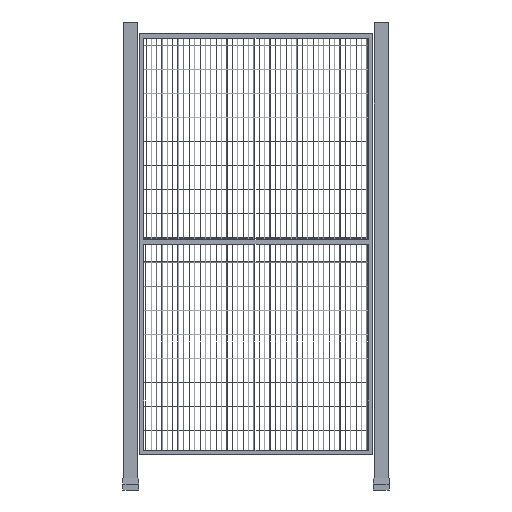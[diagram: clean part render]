
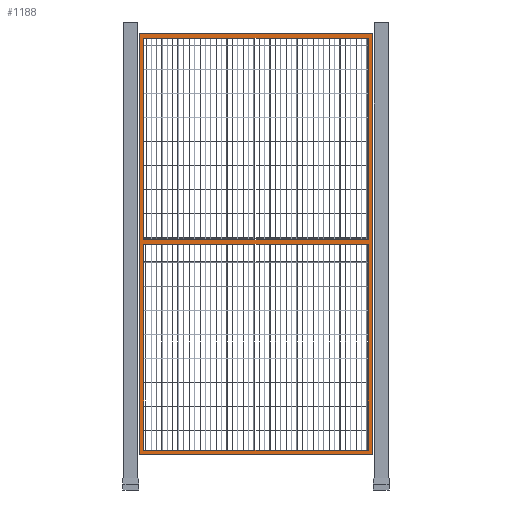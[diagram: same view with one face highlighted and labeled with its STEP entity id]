
A CAD part, front view. The second image highlights one B-rep face of the part: STEP entity #1188.
In plain terms, the highlighted planar face has unit normal (0, -1, 0).
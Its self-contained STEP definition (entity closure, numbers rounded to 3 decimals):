
#58=LINE('',#4139,#152);
#62=LINE('',#4148,#156);
#68=LINE('',#4171,#162);
#71=LINE('',#4179,#165);
#73=LINE('',#4186,#167);
#76=LINE('',#4192,#170);
#80=LINE('',#4200,#174);
#84=LINE('',#4208,#178);
#87=LINE('',#4214,#181);
#89=LINE('',#4217,#183);
#90=LINE('',#4219,#184);
#91=LINE('',#4220,#185);
#152=VECTOR('',#3412,1.);
#156=VECTOR('',#3418,1.);
#162=VECTOR('',#3438,1.);
#165=VECTOR('',#3445,1.);
#167=VECTOR('',#3451,1.);
#170=VECTOR('',#3456,1.);
#174=VECTOR('',#3462,1.);
#178=VECTOR('',#3468,1.);
#181=VECTOR('',#3473,1.);
#183=VECTOR('',#3477,1.);
#184=VECTOR('',#3480,1.);
#185=VECTOR('',#3481,1.);
#857=PLANE('',#2956);
#1188=ADVANCED_FACE('',(#1446,#1447,#1448),#857,.T.);
#1446=FACE_BOUND('',#1645,.T.);
#1447=FACE_BOUND('',#1646,.T.);
#1448=FACE_BOUND('',#1647,.T.);
#1645=EDGE_LOOP('',(#1969,#1970,#1971,#1972));
#1646=EDGE_LOOP('',(#1973,#1974,#1975,#1976));
#1647=EDGE_LOOP('',(#1977,#1978,#1979,#1980));
#1969=ORIENTED_EDGE('',*,*,#2549,.F.);
#1970=ORIENTED_EDGE('',*,*,#2511,.F.);
#1971=ORIENTED_EDGE('',*,*,#2525,.F.);
#1972=ORIENTED_EDGE('',*,*,#2535,.F.);
#1973=ORIENTED_EDGE('',*,*,#2539,.T.);
#1974=ORIENTED_EDGE('',*,*,#2543,.T.);
#1975=ORIENTED_EDGE('',*,*,#2546,.T.);
#1976=ORIENTED_EDGE('',*,*,#2548,.T.);
#1977=ORIENTED_EDGE('',*,*,#2532,.F.);
#1978=ORIENTED_EDGE('',*,*,#2550,.F.);
#1979=ORIENTED_EDGE('',*,*,#2515,.F.);
#1980=ORIENTED_EDGE('',*,*,#2529,.F.);
#2321=VERTEX_POINT('',#4140);
#2322=VERTEX_POINT('',#4141);
#2325=VERTEX_POINT('',#4149);
#2326=VERTEX_POINT('',#4150);
#2334=VERTEX_POINT('',#4170);
#2337=VERTEX_POINT('',#4178);
#2339=VERTEX_POINT('',#4184);
#2341=VERTEX_POINT('',#4190);
#2345=VERTEX_POINT('',#4199);
#2346=VERTEX_POINT('',#4201);
#2348=VERTEX_POINT('',#4207);
#2350=VERTEX_POINT('',#4213);
#2511=EDGE_CURVE('',#2321,#2322,#58,.T.);
#2515=EDGE_CURVE('',#2325,#2326,#62,.T.);
#2525=EDGE_CURVE('',#2334,#2321,#68,.T.);
#2529=EDGE_CURVE('',#2337,#2325,#71,.T.);
#2532=EDGE_CURVE('',#2339,#2337,#73,.T.);
#2535=EDGE_CURVE('',#2341,#2334,#76,.T.);
#2539=EDGE_CURVE('',#2346,#2345,#80,.T.);
#2543=EDGE_CURVE('',#2345,#2348,#84,.T.);
#2546=EDGE_CURVE('',#2348,#2350,#87,.T.);
#2548=EDGE_CURVE('',#2350,#2346,#89,.T.);
#2549=EDGE_CURVE('',#2322,#2341,#90,.T.);
#2550=EDGE_CURVE('',#2326,#2339,#91,.T.);
#2956=AXIS2_PLACEMENT_3D('',#4221,#3482,#3483);
#3412=DIRECTION('',(0.,0.,1.));
#3418=DIRECTION('',(0.,0.,-1.));
#3438=DIRECTION('',(1.,0.,0.));
#3445=DIRECTION('',(-1.,0.,0.));
#3451=DIRECTION('',(0.,0.,1.));
#3456=DIRECTION('',(0.,0.,-1.));
#3462=DIRECTION('',(0.,0.,1.));
#3468=DIRECTION('',(-1.,0.,0.));
#3473=DIRECTION('',(0.,0.,-1.));
#3477=DIRECTION('',(1.,0.,0.));
#3480=DIRECTION('',(-1.,0.,0.));
#3481=DIRECTION('',(1.,0.,0.));
#3482=DIRECTION('',(0.,-1.,0.));
#3483=DIRECTION('',(0.,0.,-1.));
#4139=CARTESIAN_POINT('',(480.,-10.,-880.));
#4140=CARTESIAN_POINT('',(480.,-10.,-880.));
#4141=CARTESIAN_POINT('',(480.,-10.,0.));
#4148=CARTESIAN_POINT('',(-480.,-10.,880.));
#4149=CARTESIAN_POINT('',(-480.,-10.,880.));
#4150=CARTESIAN_POINT('',(-480.,-10.,20.));
#4170=CARTESIAN_POINT('',(-480.,-10.,-880.));
#4171=CARTESIAN_POINT('',(-480.,-10.,-880.));
#4178=CARTESIAN_POINT('',(480.,-10.,880.));
#4179=CARTESIAN_POINT('',(480.,-10.,880.));
#4184=CARTESIAN_POINT('',(480.,-10.,20.));
#4186=CARTESIAN_POINT('',(480.,-10.,-880.));
#4190=CARTESIAN_POINT('',(-480.,-10.,0.));
#4192=CARTESIAN_POINT('',(-480.,-10.,880.));
#4199=CARTESIAN_POINT('',(500.,-10.,900.));
#4200=CARTESIAN_POINT('',(500.,-10.,-900.));
#4201=CARTESIAN_POINT('',(500.,-10.,-900.));
#4207=CARTESIAN_POINT('',(-500.,-10.,900.));
#4208=CARTESIAN_POINT('',(500.,-10.,900.));
#4213=CARTESIAN_POINT('',(-500.,-10.,-900.));
#4214=CARTESIAN_POINT('',(-500.,-10.,900.));
#4217=CARTESIAN_POINT('',(-500.,-10.,-900.));
#4219=CARTESIAN_POINT('',(480.,-10.,0.));
#4220=CARTESIAN_POINT('',(-480.,-10.,20.));
#4221=CARTESIAN_POINT('',(0.,-10.,0.));
